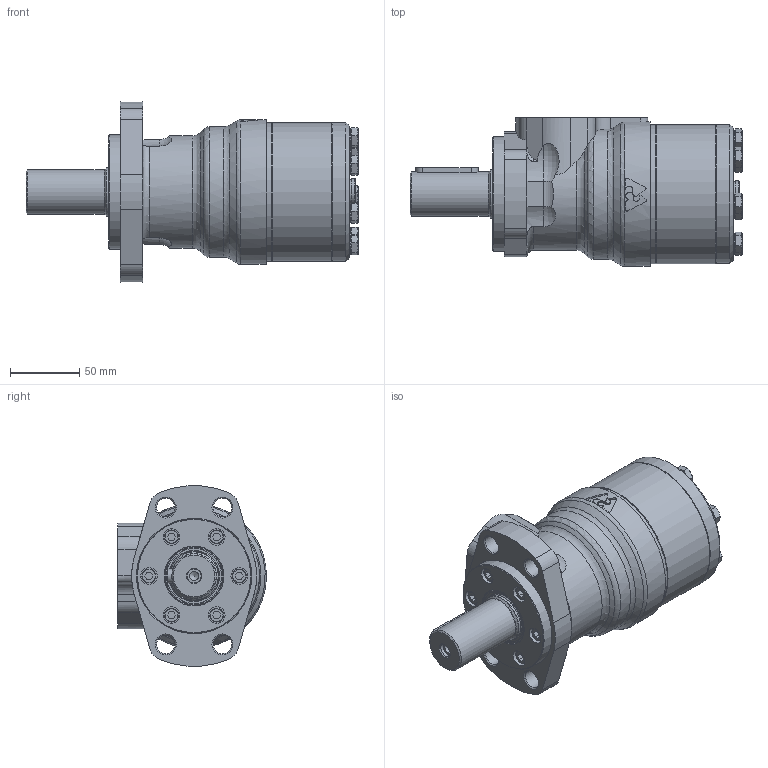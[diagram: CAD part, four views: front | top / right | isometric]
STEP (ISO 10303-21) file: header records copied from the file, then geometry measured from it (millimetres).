
FILE_DESCRIPTION(/* description */ ('STEP AP214'),/* implementation_level */ '2;1');
FILE_NAME(/* name */ 'MRF250CBP',/* time_stamp */ '2023-02-13T14:25:06+01:00',/* author */ ('License CC BY-ND 4.0'),/* organization */ ('CADENAS'),/* preprocessor_version */ 'ST-DEVELOPER v18.102',/* originating_system */ 'PARTsolutions',/* authorisation */ ' ');
FILE_SCHEMA (('AUTOMOTIVE_DESIGN {1 0 10303 214 3 1 1}'));
Length unit declared in the file: millimetre
Products named in the file (7): MRF250CBP; MRF; MR250D; MRVP; MPBMF; MPCBSH; MRFB
Assembly tree (6 placements, depth 2):
  MRF250CBP
    MRF
    MR250D
    MRVP
    MPBMF
    MPCBSH
    MRFB
Bounding box: 238.9 x 107 x 129.6 mm (x, y, z)
Volume: 1326667.4 mm3; surface area: 160792.2 mm2
Topology: 6 solids, 6 shells, 406 faces, 925 edges, 574 vertices
Faces by surface type: plane 212, cylinder 94, cone 78, torus 22
Full cylindrical faces by diameter (mm): 2 x2, 6.647 x5, 7 x1, 10 x7, 11.9 x7, 12 x6, 13 x7, 13.35 x4, 18 x1, 18.631 x2, 19 x1, 32 x1, 35 x1, 35.7 x1, 39.6 x1, 42 x1, 82.3 x1, 82.5 x1, 82.55 x1, 100 x3, 104 x1
Entity records: 11065 total; most frequent: CARTESIAN_POINT 2335, DIRECTION 1784, ORIENTED_EDGE 1598, EDGE_CURVE 799, AXIS2_PLACEMENT_3D 721, FACE_BOUND 569, EDGE_LOOP 559, VERTEX_POINT 558
